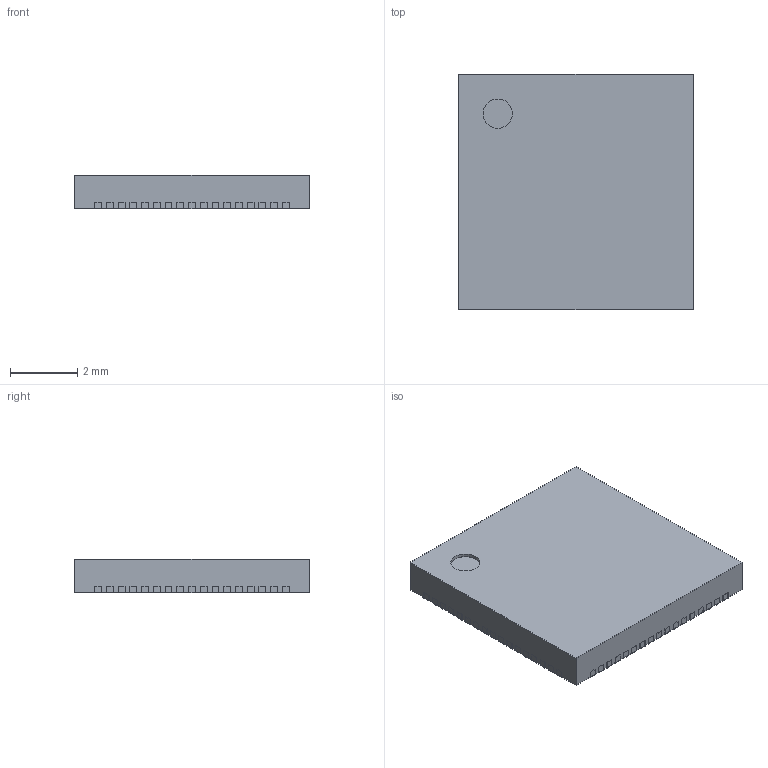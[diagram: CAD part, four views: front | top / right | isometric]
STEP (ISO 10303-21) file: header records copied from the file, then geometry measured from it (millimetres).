
FILE_DESCRIPTION(('Open CASCADE Model'),'2;1');
FILE_NAME('Open CASCADE Shape Model','2022-06-02T09:01:14',('Author'),( 'Open CASCADE'),'Open CASCADE STEP processor 6.8','Open CASCADE 6.8' ,'Unknown');
FILE_SCHEMA(('AUTOMOTIVE_DESIGN { 1 0 10303 214 1 1 1 1 }'));
Length unit declared in the file: millimetre
Products named in the file (9): PCB; Designator1; 6023577440; Open_CASCADE_STEP_translator_6.8_12.1; Body; Open_CASCADE_STEP_translator_6.8_12.2.1; Thermal_Shape; Pin_Shape; Open_CASCADE_STEP_translator_6.8_12.4.1
Assembly tree (74 placements, depth 4):
  PCB
  Designator1
    6023577440
      Open_CASCADE_STEP_translator_6.8_12.1
      Body
        Open_CASCADE_STEP_translator_6.8_12.2.1
      Thermal_Shape
      Pin_Shape  x68
        Open_CASCADE_STEP_translator_6.8_12.4.1
Bounding box: 7.02 x 7.02 x 1 mm (x, y, z)
Volume: 48.8 mm3; surface area: 205.8 mm2
Topology: 70 solids, 71 shells, 968 faces, 1935 edges, 1109 vertices
Faces by surface type: plane 967, cylinder 1
Full cylindrical faces by diameter (mm): 0.875 x1
Entity records: 1470 total; most frequent: DIRECTION 272, CARTESIAN_POINT 201, ORIENTED_EDGE 117, AXIS2_PLACEMENT_3D 108, PRODUCT_DEFINITION_SHAPE 83, CONTEXT_DEPENDENT_SHAPE_REPRESENTATION 74, ITEM_DEFINED_TRANSFORMATION 74, NEXT_ASSEMBLY_USAGE_OCCURRENCE 74
